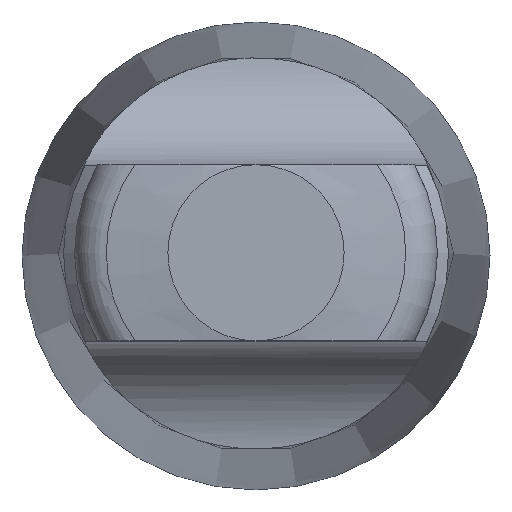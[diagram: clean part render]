
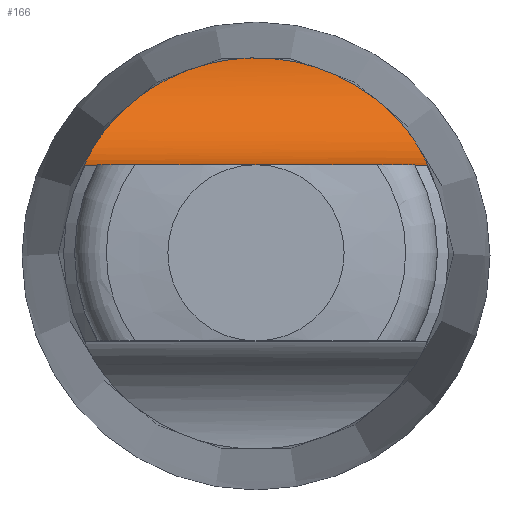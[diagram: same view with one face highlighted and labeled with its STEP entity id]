
A CAD part, top view. The second image highlights one B-rep face of the part: STEP entity #166.
In plain terms, the highlighted cylindrical face has radius 8 mm (diameter 16 mm), a partial arc.
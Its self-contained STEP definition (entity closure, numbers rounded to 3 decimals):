
#166=ADVANCED_FACE('240[2]',(#371),#372,.F.);
#185=EDGE_CURVE('240[2]',#272,#397,#398,.T.);
#214=EDGE_CURVE('240[2]',#397,#272,#435,.T.);
#272=VERTEX_POINT('',#501);
#371=FACE_OUTER_BOUND('',#812,.T.);
#372=CYLINDRICAL_SURFACE('',#813,8.0);
#397=VERTEX_POINT('',#846);
#398=LINE('',#847,#848);
#435=B_SPLINE_CURVE_WITH_KNOTS('',3,(#998,#999,#1000,#1001,#1002,#1003,#1004,#1005,#1006,#1007,#1008,#1009,#1010,#1011,#1012,#1013,#1014,#1015,#1016,#1017,#1018,#1019,#1020,#1021,#1022,#1023,#1024,#1025,#1026,#1027,#1028,#1029,#1030,#1031,#1032,#1033,#1034,#1035,#1036,#1037,#1038,#1039,#1040,#1041,#1042,#1043,#1044,#1045,#1046,#1047,#1048,#1049,#1050,#1051,#1052),.UNSPECIFIED.,.F.,.F.,(4,2,2,2,2,2,2,2,2,2,2,2,2,3,2,2,2,2,2,2,2,2,2,2,2,2,4),(-17.907,-17.813,-16.495,-15.177,-13.859,-12.541,-11.686,-10.831,-9.975,-9.12,-6.84,-4.56,-2.28,0.0,2.28,4.56,6.84,9.12,9.975,10.831,11.686,12.541,13.859,15.177,16.495,17.813,17.907),.UNSPECIFIED.);
#501=CARTESIAN_POINT('',(11.556,5.95,101.499));
#812=EDGE_LOOP('',(#1254,#1255));
#813=AXIS2_PLACEMENT_3D('',#1256,#1257,#1258);
#846=CARTESIAN_POINT('',(-11.556,5.95,101.499));
#847=CARTESIAN_POINT('',(0.,5.95,101.499));
#848=VECTOR('',#1296,8.0);
#998=CARTESIAN_POINT('',(-11.556,5.95,101.499));
#999=CARTESIAN_POINT('',(-11.557,5.95,101.467));
#1000=CARTESIAN_POINT('',(-11.558,5.95,101.435));
#1001=CARTESIAN_POINT('',(-11.568,5.956,100.965));
#1002=CARTESIAN_POINT('',(-11.56,5.998,100.51));
#1003=CARTESIAN_POINT('',(-11.5,6.164,99.606));
#1004=CARTESIAN_POINT('',(-11.447,6.287,99.157));
#1005=CARTESIAN_POINT('',(-11.292,6.606,98.294));
#1006=CARTESIAN_POINT('',(-11.189,6.801,97.881));
#1007=CARTESIAN_POINT('',(-10.932,7.243,97.115));
#1008=CARTESIAN_POINT('',(-10.778,7.489,96.764));
#1009=CARTESIAN_POINT('',(-10.488,7.908,96.249));
#1010=CARTESIAN_POINT('',(-10.358,8.087,96.049));
#1011=CARTESIAN_POINT('',(-10.067,8.462,95.672));
#1012=CARTESIAN_POINT('',(-9.906,8.658,95.494));
#1013=CARTESIAN_POINT('',(-9.558,9.053,95.168));
#1014=CARTESIAN_POINT('',(-9.371,9.252,95.019));
#1015=CARTESIAN_POINT('',(-8.983,9.639,94.756));
#1016=CARTESIAN_POINT('',(-8.782,9.826,94.641));
#1017=CARTESIAN_POINT('',(-8.045,10.471,94.275));
#1018=CARTESIAN_POINT('',(-7.437,10.921,94.082));
#1019=CARTESIAN_POINT('',(-6.111,11.723,93.803));
#1020=CARTESIAN_POINT('',(-5.393,12.074,93.717));
#1021=CARTESIAN_POINT('',(-3.895,12.64,93.602));
#1022=CARTESIAN_POINT('',(-3.115,12.856,93.573));
#1023=CARTESIAN_POINT('',(-1.547,13.138,93.539));
#1024=CARTESIAN_POINT('',(-0.76,13.205,93.534));
#1025=CARTESIAN_POINT('',(0.,13.205,93.534));
#1026=CARTESIAN_POINT('',(0.76,13.205,93.534));
#1027=CARTESIAN_POINT('',(1.547,13.138,93.539));
#1028=CARTESIAN_POINT('',(3.115,12.856,93.573));
#1029=CARTESIAN_POINT('',(3.895,12.64,93.602));
#1030=CARTESIAN_POINT('',(5.393,12.074,93.717));
#1031=CARTESIAN_POINT('',(6.111,11.723,93.803));
#1032=CARTESIAN_POINT('',(7.437,10.921,94.082));
#1033=CARTESIAN_POINT('',(8.045,10.471,94.275));
#1034=CARTESIAN_POINT('',(8.782,9.826,94.641));
#1035=CARTESIAN_POINT('',(8.983,9.639,94.756));
#1036=CARTESIAN_POINT('',(9.371,9.252,95.019));
#1037=CARTESIAN_POINT('',(9.558,9.053,95.168));
#1038=CARTESIAN_POINT('',(9.906,8.658,95.494));
#1039=CARTESIAN_POINT('',(10.067,8.462,95.672));
#1040=CARTESIAN_POINT('',(10.358,8.087,96.049));
#1041=CARTESIAN_POINT('',(10.488,7.908,96.249));
#1042=CARTESIAN_POINT('',(10.778,7.489,96.764));
#1043=CARTESIAN_POINT('',(10.932,7.243,97.115));
#1044=CARTESIAN_POINT('',(11.189,6.801,97.881));
#1045=CARTESIAN_POINT('',(11.292,6.606,98.294));
#1046=CARTESIAN_POINT('',(11.447,6.287,99.157));
#1047=CARTESIAN_POINT('',(11.5,6.164,99.606));
#1048=CARTESIAN_POINT('',(11.56,5.998,100.51));
#1049=CARTESIAN_POINT('',(11.568,5.956,100.965));
#1050=CARTESIAN_POINT('',(11.558,5.95,101.435));
#1051=CARTESIAN_POINT('',(11.557,5.95,101.467));
#1052=CARTESIAN_POINT('',(11.556,5.95,101.499));
#1254=ORIENTED_EDGE('',*,*,#214,.F.);
#1255=ORIENTED_EDGE('',*,*,#185,.F.);
#1256=CARTESIAN_POINT('',(0.,13.95,101.499));
#1257=DIRECTION('',(1.0,0.,0.));
#1258=DIRECTION('',(0.,-0.016,-1.));
#1296=DIRECTION('',(-1.0,0.,0.));
